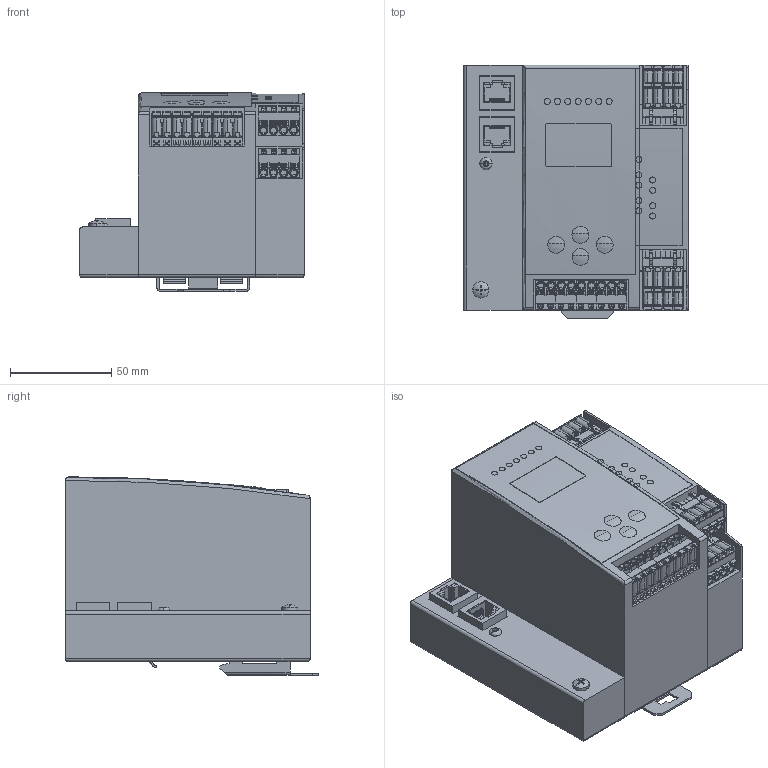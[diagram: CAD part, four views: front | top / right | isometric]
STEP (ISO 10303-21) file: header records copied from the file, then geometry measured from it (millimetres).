
FILE_DESCRIPTION((''),'2;1');
FILE_NAME('DM_CAD-1137A_ASM','2016-03-02T',('Creinig-se'),(''),'PRO/ENGINEER BY PARAMETRIC TECHNOLOGY CORPORATION, 2013050','PRO/ENGINEER BY PARAMETRIC TECHNOLOGY CORPORATION, 2013050','');
FILE_SCHEMA(('CONFIG_CONTROL_DESIGN'));
Products named in the file (27): DM_CAD-1137A_1499; DM_CAD-1137A_1500; DM_CAD-1137A_1501_ASM; DM_CAD-1137A_1502; DM_CAD-1137A_1503; DM_CAD-1137A_1504; DM_CAD-1137A_1505; DM_CAD-1137A_1506_ASM; DM_CAD-1137A_1507; DM_CAD-1137A_1508_ASM; DM_CAD-1137A_1509; DM_CAD-1137A_1510_ASM; DM_CAD-1137A_1511_ASM; DM_CAD-1137A_1512_ASM; DM_CAD-1137A_1513; DM_CAD-1137A_1514; DM_CAD-1137A_1515_ASM; DM_CAD-1137A_1516; DM_CAD-1137A_1517; DM_CAD-1137A_1518; DM_CAD-1137A_1519; DM_CAD-1137A_1520; DM_CAD-1137A_1521; DM_CAD-1137A_1; DM_CAD-1137A_1523; DM_CAD-1137A_1524_ASM; DM_CAD-1137A_ASM
Assembly tree (48 placements, depth 5):
  DM_CAD-1137A_ASM
    DM_CAD-1137A_1501_ASM
      DM_CAD-1137A_1499
      DM_CAD-1137A_1500  x4
    DM_CAD-1137A_1502
    DM_CAD-1137A_1503
    DM_CAD-1137A_1512_ASM
      DM_CAD-1137A_1508_ASM
        DM_CAD-1137A_1504
        DM_CAD-1137A_1506_ASM
          DM_CAD-1137A_1505  x7
        DM_CAD-1137A_1507
      DM_CAD-1137A_1511_ASM
        DM_CAD-1137A_1509
        DM_CAD-1137A_1510_ASM
          DM_CAD-1137A_1505  x9
    DM_CAD-1137A_1515_ASM  x2
      DM_CAD-1137A_1513
      DM_CAD-1137A_1514
    DM_CAD-1137A_1516
    DM_CAD-1137A_1517
    DM_CAD-1137A_1518
    DM_CAD-1137A_1519  x3
    DM_CAD-1137A_1520
    DM_CAD-1137A_1521
    DM_CAD-1137A_1524_ASM
      DM_CAD-1137A_1
      DM_CAD-1137A_1523  x2
Bounding box: 111 x 125.29 x 97.95 mm (x, y, z)
Volume: 940268.4 mm3; surface area: 140922.5 mm2
Topology: 41 solids, 87 shells, 4349 faces, 11522 edges, 7482 vertices
Faces by surface type: plane 2673, cylinder 1225, extrusion 280, cone 106, torus 51, sphere 10, bspline 4
Entity records: 78841 total; most frequent: CARTESIAN_POINT 16487, ORIENTED_EDGE 10196, DIRECTION 9688, EDGE_CURVE 5098, PRESENTATION_STYLE_ASSIGNMENT 4057, STYLED_ITEM 4056, VECTOR 3734, CURVE_STYLE 3718
